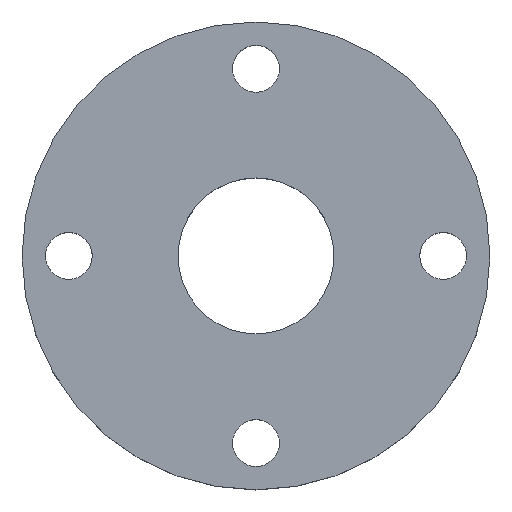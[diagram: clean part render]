
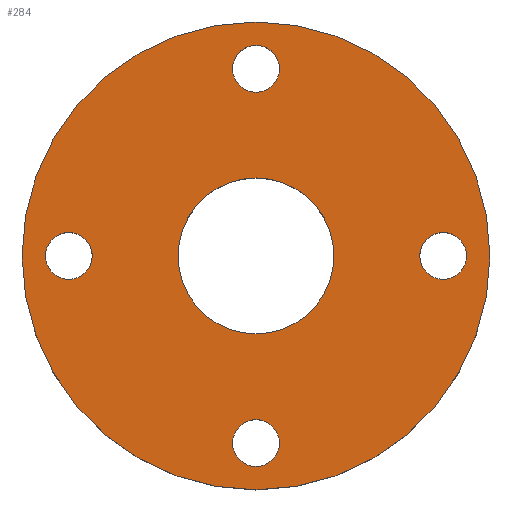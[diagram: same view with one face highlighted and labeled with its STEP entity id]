
A CAD part, top view. The second image highlights one B-rep face of the part: STEP entity #284.
In plain terms, the highlighted planar face has unit normal (0, 0, 1).
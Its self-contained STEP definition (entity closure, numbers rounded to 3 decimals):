
#24 = VERTEX_POINT('',#25);
#25 = CARTESIAN_POINT('',(15.,0.,5.));
#32 = CYLINDRICAL_SURFACE('',#33,15.);
#33 = AXIS2_PLACEMENT_3D('',#34,#35,#36);
#34 = CARTESIAN_POINT('',(0.,0.,0.));
#35 = DIRECTION('',(-0.,-0.,-1.));
#36 = DIRECTION('',(1.,0.,0.));
#51 = EDGE_CURVE('',#24,#24,#52,.T.);
#52 = SURFACE_CURVE('',#53,(#58,#65),.PCURVE_S1.);
#53 = CIRCLE('',#54,15.);
#54 = AXIS2_PLACEMENT_3D('',#55,#56,#57);
#55 = CARTESIAN_POINT('',(0.,0.,5.));
#56 = DIRECTION('',(0.,0.,1.));
#57 = DIRECTION('',(1.,0.,0.));
#58 = PCURVE('',#32,#59);
#59 = DEFINITIONAL_REPRESENTATION('',(#60),#64);
#60 = LINE('',#61,#62);
#61 = CARTESIAN_POINT('',(-0.,-5.));
#62 = VECTOR('',#63,1.);
#63 = DIRECTION('',(-1.,0.));
#64 = ( GEOMETRIC_REPRESENTATION_CONTEXT(2) 
PARAMETRIC_REPRESENTATION_CONTEXT() REPRESENTATION_CONTEXT('2D SPACE',''
  ) );
#65 = PCURVE('',#66,#71);
#66 = PLANE('',#67);
#67 = AXIS2_PLACEMENT_3D('',#68,#69,#70);
#68 = CARTESIAN_POINT('',(0.,0.,5.));
#69 = DIRECTION('',(0.,0.,1.));
#70 = DIRECTION('',(1.,0.,-0.));
#71 = DEFINITIONAL_REPRESENTATION('',(#72),#76);
#72 = CIRCLE('',#73,15.);
#73 = AXIS2_PLACEMENT_2D('',#74,#75);
#74 = CARTESIAN_POINT('',(0.,0.));
#75 = DIRECTION('',(1.,0.));
#76 = ( GEOMETRIC_REPRESENTATION_CONTEXT(2) 
PARAMETRIC_REPRESENTATION_CONTEXT() REPRESENTATION_CONTEXT('2D SPACE',''
  ) );
#133 = CYLINDRICAL_SURFACE('',#134,1.5);
#134 = AXIS2_PLACEMENT_3D('',#135,#136,#137);
#135 = CARTESIAN_POINT('',(0.,-12.,5.));
#136 = DIRECTION('',(0.,-0.,-1.));
#137 = DIRECTION('',(0.,1.,0.));
#168 = CYLINDRICAL_SURFACE('',#169,1.5);
#169 = AXIS2_PLACEMENT_3D('',#170,#171,#172);
#170 = CARTESIAN_POINT('',(-12.,0.,5.));
#171 = DIRECTION('',(-0.,0.,-1.));
#172 = DIRECTION('',(1.,0.,0.));
#203 = CYLINDRICAL_SURFACE('',#204,5.);
#204 = AXIS2_PLACEMENT_3D('',#205,#206,#207);
#205 = CARTESIAN_POINT('',(0.,0.,5.));
#206 = DIRECTION('',(0.,0.,-1.));
#207 = DIRECTION('',(-1.,0.,0.));
#238 = CYLINDRICAL_SURFACE('',#239,1.5);
#239 = AXIS2_PLACEMENT_3D('',#240,#241,#242);
#240 = CARTESIAN_POINT('',(12.,0.,5.));
#241 = DIRECTION('',(0.,0.,-1.));
#242 = DIRECTION('',(-1.,0.,0.));
#273 = CYLINDRICAL_SURFACE('',#274,1.5);
#274 = AXIS2_PLACEMENT_3D('',#275,#276,#277);
#275 = CARTESIAN_POINT('',(0.,12.,5.));
#276 = DIRECTION('',(0.,0.,-1.));
#277 = DIRECTION('',(0.,-1.,0.));
#284 = ADVANCED_FACE('',(#285,#288,#318,#348,#378,#408),#66,.T.);
#285 = FACE_BOUND('',#286,.T.);
#286 = EDGE_LOOP('',(#287));
#287 = ORIENTED_EDGE('',*,*,#51,.T.);
#288 = FACE_BOUND('',#289,.T.);
#289 = EDGE_LOOP('',(#290));
#290 = ORIENTED_EDGE('',*,*,#291,.T.);
#291 = EDGE_CURVE('',#292,#292,#294,.T.);
#292 = VERTEX_POINT('',#293);
#293 = CARTESIAN_POINT('',(0.,-10.5,5.));
#294 = SURFACE_CURVE('',#295,(#300,#311),.PCURVE_S1.);
#295 = CIRCLE('',#296,1.5);
#296 = AXIS2_PLACEMENT_3D('',#297,#298,#299);
#297 = CARTESIAN_POINT('',(0.,-12.,5.));
#298 = DIRECTION('',(0.,0.,-1.));
#299 = DIRECTION('',(0.,1.,0.));
#300 = PCURVE('',#66,#301);
#301 = DEFINITIONAL_REPRESENTATION('',(#302),#310);
#302 = ( BOUNDED_CURVE() B_SPLINE_CURVE(2,(#303,#304,#305,#306,#307,#308
,#309),.UNSPECIFIED.,.T.,.F.) B_SPLINE_CURVE_WITH_KNOTS((1,2,2,2,2,1),(
    -2.094,0.,2.094,4.189,6.283,
8.378),.UNSPECIFIED.) CURVE() GEOMETRIC_REPRESENTATION_ITEM() 
RATIONAL_B_SPLINE_CURVE((1.,0.5,1.,0.5,1.,0.5,1.)) REPRESENTATION_ITEM(
  '') );
#303 = CARTESIAN_POINT('',(0.,-10.5));
#304 = CARTESIAN_POINT('',(2.598,-10.5));
#305 = CARTESIAN_POINT('',(1.299,-12.75));
#306 = CARTESIAN_POINT('',(0.,-15.));
#307 = CARTESIAN_POINT('',(-1.299,-12.75));
#308 = CARTESIAN_POINT('',(-2.598,-10.5));
#309 = CARTESIAN_POINT('',(0.,-10.5));
#310 = ( GEOMETRIC_REPRESENTATION_CONTEXT(2) 
PARAMETRIC_REPRESENTATION_CONTEXT() REPRESENTATION_CONTEXT('2D SPACE',''
  ) );
#311 = PCURVE('',#133,#312);
#312 = DEFINITIONAL_REPRESENTATION('',(#313),#317);
#313 = LINE('',#314,#315);
#314 = CARTESIAN_POINT('',(0.,0.));
#315 = VECTOR('',#316,1.);
#316 = DIRECTION('',(1.,0.));
#317 = ( GEOMETRIC_REPRESENTATION_CONTEXT(2) 
PARAMETRIC_REPRESENTATION_CONTEXT() REPRESENTATION_CONTEXT('2D SPACE',''
  ) );
#318 = FACE_BOUND('',#319,.T.);
#319 = EDGE_LOOP('',(#320));
#320 = ORIENTED_EDGE('',*,*,#321,.T.);
#321 = EDGE_CURVE('',#322,#322,#324,.T.);
#322 = VERTEX_POINT('',#323);
#323 = CARTESIAN_POINT('',(-10.5,0.,5.));
#324 = SURFACE_CURVE('',#325,(#330,#341),.PCURVE_S1.);
#325 = CIRCLE('',#326,1.5);
#326 = AXIS2_PLACEMENT_3D('',#327,#328,#329);
#327 = CARTESIAN_POINT('',(-12.,0.,5.));
#328 = DIRECTION('',(0.,-0.,-1.));
#329 = DIRECTION('',(1.,0.,0.));
#330 = PCURVE('',#66,#331);
#331 = DEFINITIONAL_REPRESENTATION('',(#332),#340);
#332 = ( BOUNDED_CURVE() B_SPLINE_CURVE(2,(#333,#334,#335,#336,#337,#338
,#339),.UNSPECIFIED.,.T.,.F.) B_SPLINE_CURVE_WITH_KNOTS((1,2,2,2,2,1),(
    -2.094,0.,2.094,4.189,6.283,
8.378),.UNSPECIFIED.) CURVE() GEOMETRIC_REPRESENTATION_ITEM() 
RATIONAL_B_SPLINE_CURVE((1.,0.5,1.,0.5,1.,0.5,1.)) REPRESENTATION_ITEM(
  '') );
#333 = CARTESIAN_POINT('',(-10.5,0.));
#334 = CARTESIAN_POINT('',(-10.5,-2.598));
#335 = CARTESIAN_POINT('',(-12.75,-1.299));
#336 = CARTESIAN_POINT('',(-15.,0.));
#337 = CARTESIAN_POINT('',(-12.75,1.299));
#338 = CARTESIAN_POINT('',(-10.5,2.598));
#339 = CARTESIAN_POINT('',(-10.5,0.));
#340 = ( GEOMETRIC_REPRESENTATION_CONTEXT(2) 
PARAMETRIC_REPRESENTATION_CONTEXT() REPRESENTATION_CONTEXT('2D SPACE',''
  ) );
#341 = PCURVE('',#168,#342);
#342 = DEFINITIONAL_REPRESENTATION('',(#343),#347);
#343 = LINE('',#344,#345);
#344 = CARTESIAN_POINT('',(0.,0.));
#345 = VECTOR('',#346,1.);
#346 = DIRECTION('',(1.,0.));
#347 = ( GEOMETRIC_REPRESENTATION_CONTEXT(2) 
PARAMETRIC_REPRESENTATION_CONTEXT() REPRESENTATION_CONTEXT('2D SPACE',''
  ) );
#348 = FACE_BOUND('',#349,.T.);
#349 = EDGE_LOOP('',(#350));
#350 = ORIENTED_EDGE('',*,*,#351,.T.);
#351 = EDGE_CURVE('',#352,#352,#354,.T.);
#352 = VERTEX_POINT('',#353);
#353 = CARTESIAN_POINT('',(-5.,0.,5.));
#354 = SURFACE_CURVE('',#355,(#360,#371),.PCURVE_S1.);
#355 = CIRCLE('',#356,5.);
#356 = AXIS2_PLACEMENT_3D('',#357,#358,#359);
#357 = CARTESIAN_POINT('',(0.,0.,5.));
#358 = DIRECTION('',(0.,0.,-1.));
#359 = DIRECTION('',(-1.,0.,0.));
#360 = PCURVE('',#66,#361);
#361 = DEFINITIONAL_REPRESENTATION('',(#362),#370);
#362 = ( BOUNDED_CURVE() B_SPLINE_CURVE(2,(#363,#364,#365,#366,#367,#368
,#369),.UNSPECIFIED.,.T.,.F.) B_SPLINE_CURVE_WITH_KNOTS((1,2,2,2,2,1),(
    -2.094,0.,2.094,4.189,6.283,
8.378),.UNSPECIFIED.) CURVE() GEOMETRIC_REPRESENTATION_ITEM() 
RATIONAL_B_SPLINE_CURVE((1.,0.5,1.,0.5,1.,0.5,1.)) REPRESENTATION_ITEM(
  '') );
#363 = CARTESIAN_POINT('',(-5.,0.));
#364 = CARTESIAN_POINT('',(-5.,8.66));
#365 = CARTESIAN_POINT('',(2.5,4.33));
#366 = CARTESIAN_POINT('',(10.,0.));
#367 = CARTESIAN_POINT('',(2.5,-4.33));
#368 = CARTESIAN_POINT('',(-5.,-8.66));
#369 = CARTESIAN_POINT('',(-5.,0.));
#370 = ( GEOMETRIC_REPRESENTATION_CONTEXT(2) 
PARAMETRIC_REPRESENTATION_CONTEXT() REPRESENTATION_CONTEXT('2D SPACE',''
  ) );
#371 = PCURVE('',#203,#372);
#372 = DEFINITIONAL_REPRESENTATION('',(#373),#377);
#373 = LINE('',#374,#375);
#374 = CARTESIAN_POINT('',(0.,0.));
#375 = VECTOR('',#376,1.);
#376 = DIRECTION('',(1.,0.));
#377 = ( GEOMETRIC_REPRESENTATION_CONTEXT(2) 
PARAMETRIC_REPRESENTATION_CONTEXT() REPRESENTATION_CONTEXT('2D SPACE',''
  ) );
#378 = FACE_BOUND('',#379,.T.);
#379 = EDGE_LOOP('',(#380));
#380 = ORIENTED_EDGE('',*,*,#381,.T.);
#381 = EDGE_CURVE('',#382,#382,#384,.T.);
#382 = VERTEX_POINT('',#383);
#383 = CARTESIAN_POINT('',(10.5,0.,5.));
#384 = SURFACE_CURVE('',#385,(#390,#401),.PCURVE_S1.);
#385 = CIRCLE('',#386,1.5);
#386 = AXIS2_PLACEMENT_3D('',#387,#388,#389);
#387 = CARTESIAN_POINT('',(12.,0.,5.));
#388 = DIRECTION('',(0.,0.,-1.));
#389 = DIRECTION('',(-1.,0.,0.));
#390 = PCURVE('',#66,#391);
#391 = DEFINITIONAL_REPRESENTATION('',(#392),#400);
#392 = ( BOUNDED_CURVE() B_SPLINE_CURVE(2,(#393,#394,#395,#396,#397,#398
,#399),.UNSPECIFIED.,.T.,.F.) B_SPLINE_CURVE_WITH_KNOTS((1,2,2,2,2,1),(
    -2.094,0.,2.094,4.189,6.283,
8.378),.UNSPECIFIED.) CURVE() GEOMETRIC_REPRESENTATION_ITEM() 
RATIONAL_B_SPLINE_CURVE((1.,0.5,1.,0.5,1.,0.5,1.)) REPRESENTATION_ITEM(
  '') );
#393 = CARTESIAN_POINT('',(10.5,0.));
#394 = CARTESIAN_POINT('',(10.5,2.598));
#395 = CARTESIAN_POINT('',(12.75,1.299));
#396 = CARTESIAN_POINT('',(15.,0.));
#397 = CARTESIAN_POINT('',(12.75,-1.299));
#398 = CARTESIAN_POINT('',(10.5,-2.598));
#399 = CARTESIAN_POINT('',(10.5,0.));
#400 = ( GEOMETRIC_REPRESENTATION_CONTEXT(2) 
PARAMETRIC_REPRESENTATION_CONTEXT() REPRESENTATION_CONTEXT('2D SPACE',''
  ) );
#401 = PCURVE('',#238,#402);
#402 = DEFINITIONAL_REPRESENTATION('',(#403),#407);
#403 = LINE('',#404,#405);
#404 = CARTESIAN_POINT('',(0.,0.));
#405 = VECTOR('',#406,1.);
#406 = DIRECTION('',(1.,0.));
#407 = ( GEOMETRIC_REPRESENTATION_CONTEXT(2) 
PARAMETRIC_REPRESENTATION_CONTEXT() REPRESENTATION_CONTEXT('2D SPACE',''
  ) );
#408 = FACE_BOUND('',#409,.T.);
#409 = EDGE_LOOP('',(#410));
#410 = ORIENTED_EDGE('',*,*,#411,.T.);
#411 = EDGE_CURVE('',#412,#412,#414,.T.);
#412 = VERTEX_POINT('',#413);
#413 = CARTESIAN_POINT('',(0.,10.5,5.));
#414 = SURFACE_CURVE('',#415,(#420,#431),.PCURVE_S1.);
#415 = CIRCLE('',#416,1.5);
#416 = AXIS2_PLACEMENT_3D('',#417,#418,#419);
#417 = CARTESIAN_POINT('',(0.,12.,5.));
#418 = DIRECTION('',(-0.,0.,-1.));
#419 = DIRECTION('',(0.,-1.,0.));
#420 = PCURVE('',#66,#421);
#421 = DEFINITIONAL_REPRESENTATION('',(#422),#430);
#422 = ( BOUNDED_CURVE() B_SPLINE_CURVE(2,(#423,#424,#425,#426,#427,#428
,#429),.UNSPECIFIED.,.T.,.F.) B_SPLINE_CURVE_WITH_KNOTS((1,2,2,2,2,1),(
    -2.094,0.,2.094,4.189,6.283,
8.378),.UNSPECIFIED.) CURVE() GEOMETRIC_REPRESENTATION_ITEM() 
RATIONAL_B_SPLINE_CURVE((1.,0.5,1.,0.5,1.,0.5,1.)) REPRESENTATION_ITEM(
  '') );
#423 = CARTESIAN_POINT('',(0.,10.5));
#424 = CARTESIAN_POINT('',(-2.598,10.5));
#425 = CARTESIAN_POINT('',(-1.299,12.75));
#426 = CARTESIAN_POINT('',(0.,15.));
#427 = CARTESIAN_POINT('',(1.299,12.75));
#428 = CARTESIAN_POINT('',(2.598,10.5));
#429 = CARTESIAN_POINT('',(0.,10.5));
#430 = ( GEOMETRIC_REPRESENTATION_CONTEXT(2) 
PARAMETRIC_REPRESENTATION_CONTEXT() REPRESENTATION_CONTEXT('2D SPACE',''
  ) );
#431 = PCURVE('',#273,#432);
#432 = DEFINITIONAL_REPRESENTATION('',(#433),#437);
#433 = LINE('',#434,#435);
#434 = CARTESIAN_POINT('',(0.,0.));
#435 = VECTOR('',#436,1.);
#436 = DIRECTION('',(1.,0.));
#437 = ( GEOMETRIC_REPRESENTATION_CONTEXT(2) 
PARAMETRIC_REPRESENTATION_CONTEXT() REPRESENTATION_CONTEXT('2D SPACE',''
  ) );
